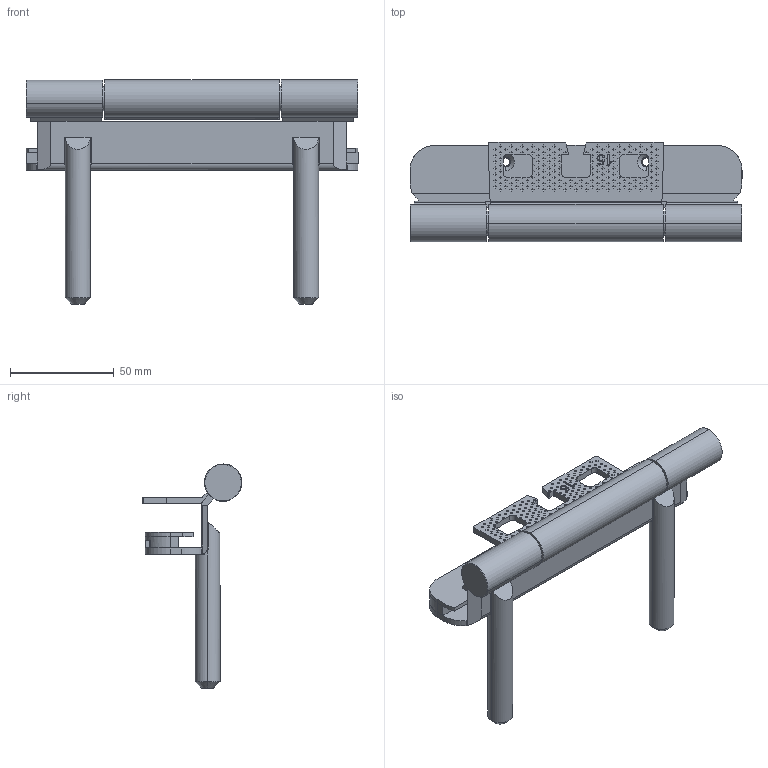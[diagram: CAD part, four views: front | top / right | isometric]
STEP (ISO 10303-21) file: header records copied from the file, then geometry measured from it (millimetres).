
FILE_DESCRIPTION (( 'STEP AP203' ), '1' );
FILE_NAME ('OBX-18-1532-160-LG-RC-A-SI_D042-26818.STEP', '2022-05-04T10:51:46', ( '' ), ( '' ), 'SwSTEP 2.0', 'SolidWorks 2020', '' );
FILE_SCHEMA (( 'CONFIG_CONTROL_DESIGN' ));
Length unit declared in the file: millimetre
Products named in the file (12): B01572; D044-14308; D044-14309; B01613; D046-14312; D043-19098; B03164; OBX-18-1532-160-LG-RC-A-SI_D042-26818; DIN5401-III; D044-25102_R3,5; D043-25250; D042-26479
Assembly tree (16 placements, depth 3):
  OBX-18-1532-160-LG-RC-A-SI_D042-26818
    D042-26479
      D043-19098
      D043-25250
      D044-14308  x2
      D044-14309
      B01572  x2
      D046-14312  x2
      DIN5401-III  x2
      B01613
      B03164
    D044-25102_R3,5  x2
Bounding box: 160 x 48 x 108 mm (x, y, z)
Volume: 99530.3 mm3; surface area: 62085.1 mm2
Topology: 17 solids, 17 shells, 2042 faces, 4541 edges, 2884 vertices
Faces by surface type: plane 1738, cylinder 181, bspline 63, cone 44, sphere 12, torus 4
Entity records: 57887 total; most frequent: CARTESIAN_POINT 13113, ORIENTED_EDGE 8724, DIRECTION 8413, EDGE_CURVE 4362, LINE 3849, VECTOR 3849, VERTEX_POINT 2777, EDGE_LOOP 2347
